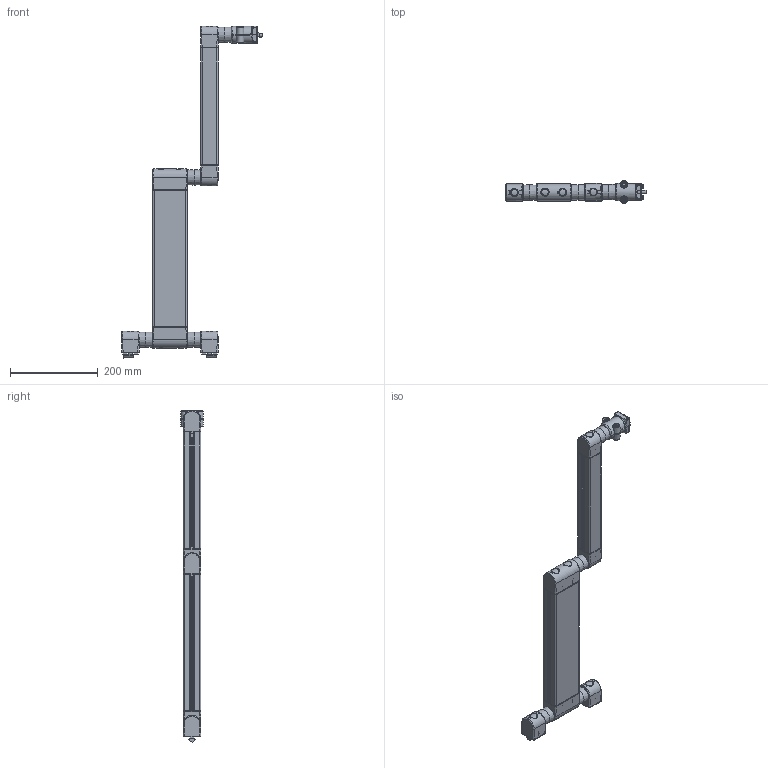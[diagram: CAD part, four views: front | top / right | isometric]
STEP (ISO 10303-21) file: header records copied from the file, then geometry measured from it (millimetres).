
FILE_DESCRIPTION(('STEP AP203'),'1');
FILE_NAME('ERGO08H2663.stp','2024-03-04T13:41:51',(' '),(' '),'Spatial InterOp 3D',' ',' ');
FILE_SCHEMA(('CONFIG_CONTROL_DESIGN'));
Length unit declared in the file: millimetre
Products named in the file (28): Articulation à friction simple perpendiculaire; Vis CHC - M8x25; Ecrou hexagonal M6; Vis CHC - M6x25; Capot 8-40; Corps 1L40; Kit de fixation; Vis BHC - M8x45; Écrou 8 St M8; Cache vis; arbre de friction; Corps 1Z40; générique bras articulé double; Profilé 8 40x40 2N180 E; Articulation à friction simple parallèle 1 section double; Vis CHC - M8x50; Corps 2Z40; Profilé 8 80x40 4N180 E; Articulation à friction double; Corps 2Y40
Assembly tree (57 placements, depth 5):
  générique bras articulé double
    Articulation à friction simple perpendiculaire
      Articulation à friction simple perpendiculaire
        Vis CHC - M8x25
        Ecrou hexagonal M6  x2
        Vis CHC - M6x25  x2
        Capot 8-40
        Corps 1L40
          Corps 1L40
          Corps 1L40
      Articulation à friction simple perpendiculaire
        Kit de fixation
          Vis BHC - M8x45
          Écrou 8 St M8
        Cache vis
        arbre de friction
        Capot 8-40
        Corps 1Z40
    Profilé 8 40x40 2N180 E
    Articulation à friction simple parallèle 1 section double
      Articulation à friction simple parallèle 1 section double
        Vis CHC - M8x50
        Capot 8-40
        Cache vis
        Corps 1Z40
      Articulation à friction simple parallèle 1 section double
        Capot 8-40  x2
        Cache vis  x2
        Vis CHC - M8x50  x2
        arbre de friction
        Corps 2Z40
    Profilé 8 80x40 4N180 E
    Articulation à friction double
      Articulation à friction double
        Capot 8-40  x2
        Cache vis  x2
        Vis CHC - M8x50  x2
        Corps 2Y40
      Articulation à friction double
        Kit de fixation  x2
          Vis BHC - M8x45
          Écrou 8 St M8
        Cache vis  x2
        Capot 8-40  x3
        Corps 1Z40  x2
        arbre de friction  x2
Bounding box: 320.89 x 51.88 x 756.56 mm (x, y, z)
Volume: 1037749.6 mm3; surface area: 611140.9 mm2
Topology: 48 solids, 48 shells, 2833 faces, 7462 edges, 4890 vertices
Faces by surface type: plane 1411, cylinder 990, cone 257, torus 172, sphere 3
Full cylindrical faces by diameter (mm): 4 x3, 5 x2, 6 x4, 6.463 x2, 6.78 x3, 6.8 x3, 8 x18, 8.4 x8, 10 x10, 13 x14, 15.3 x8, 17.87 x8, 28 x7
Entity records: 55019 total; most frequent: CARTESIAN_POINT 13790, ORIENTED_EDGE 7198, DIRECTION 7089, EDGE_CURVE 3599, AXIS2_PLACEMENT_3D 2537, VERTEX_POINT 2440, LINE 2015, VECTOR 2015
